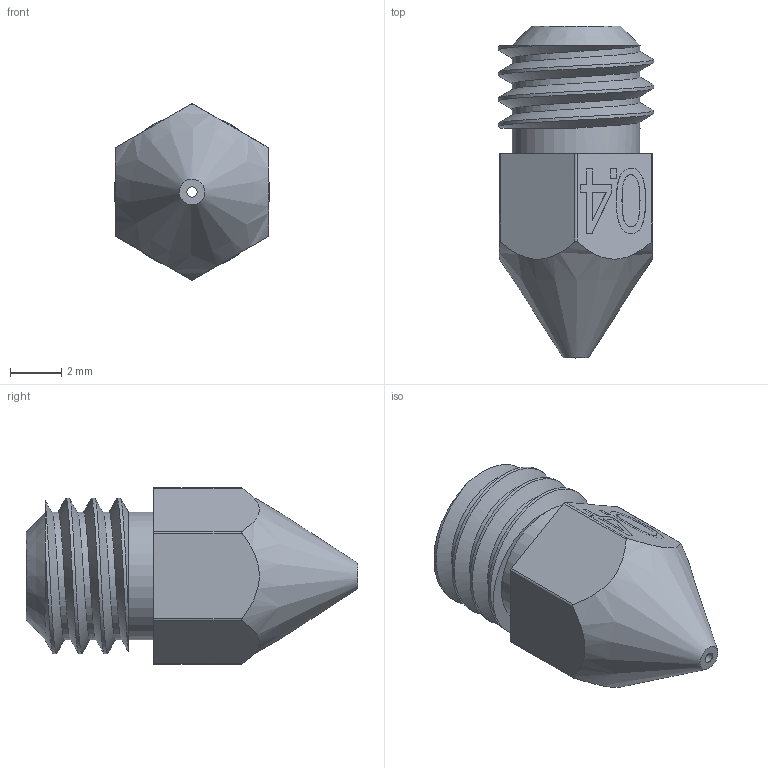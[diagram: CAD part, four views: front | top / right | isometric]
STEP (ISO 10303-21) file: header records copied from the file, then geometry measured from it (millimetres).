
FILE_DESCRIPTION(/* description */ ('STEP AP242 Edition 2','CAx-IF Rec.Pracs.---Representation and Presentation of Product Manufacturing Information (PMI)---4.0---2014-10-13','CAx-IF Rec.Pracs.---3D Tessellated Geometry---0.4---2014-09-14','2;1','CAx-IF Rec.Pracs.---User Defined Attributes---1.5---2016-08-15'),/* implementation_level */ '2;1');
FILE_NAME(/* name */ 'Top Assembly - mk8_nozzle_0.4_amazon',/* time_stamp */ '2025-12-30T10:53:19Z',/* author */ (''),/* organization */ (''),/* preprocessor_version */ 'ST-DEVELOPER v20',/* originating_system */ 'ONSHAPE BY PTC INC, 1.208',/* authorisation */ ' ');
FILE_SCHEMA (('AP242_MANAGED_MODEL_BASED_3D_ENGINEERING_MIM_LF { 1 0 10303 442 3 1 4 }'));
Length unit declared in the file: metre
Products named in the file (1): mk8_nozzle_0.4_amazon
Bounding box: 6.08 x 13 x 6.9 mm (x, y, z)
Volume: 256.6 mm3; surface area: 342 mm2
Topology: 1 solids, 1 shells, 63 faces, 163 edges, 108 vertices
Faces by surface type: plane 34, cylinder 14, bspline 11, cone 4
Full cylindrical faces by diameter (mm): 0.4 x1, 1.499 x1, 5 x4
Entity records: 2781 total; most frequent: CARTESIAN_POINT 1413, ORIENTED_EDGE 300, DIRECTION 217, EDGE_CURVE 150, VERTEX_POINT 106, LINE 81, VECTOR 81, EDGE_LOOP 74
